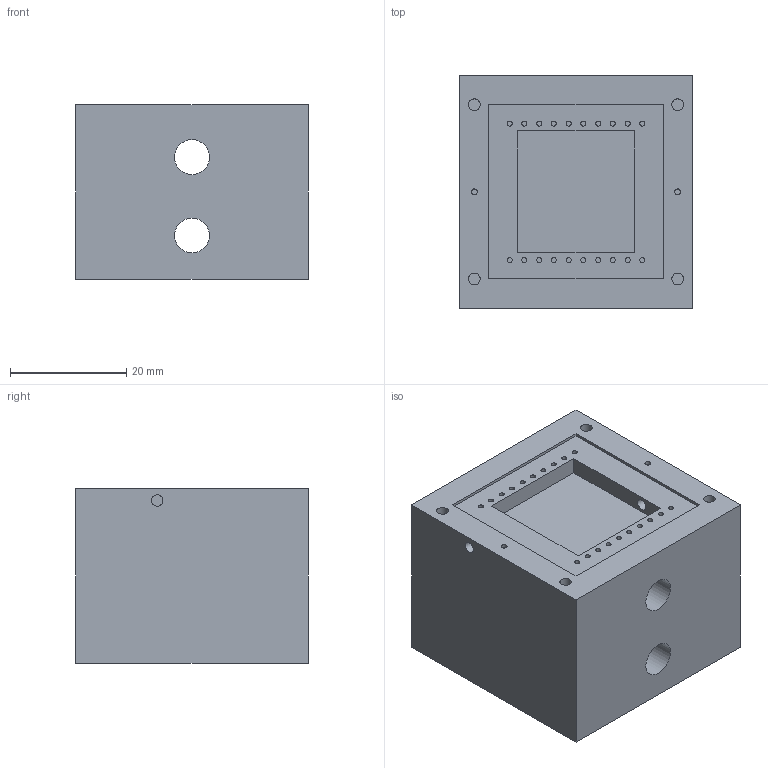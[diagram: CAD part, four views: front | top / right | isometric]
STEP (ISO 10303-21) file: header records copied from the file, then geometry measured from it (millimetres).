
FILE_DESCRIPTION(('FreeCAD Model'),'2;1');
FILE_NAME('substrate_holder1.1.step','2020-11-24T11:37:08',('Author') ,(''),'Open CASCADE STEP processor 7.3','FreeCAD','Unknown');
FILE_SCHEMA(('AUTOMOTIVE_DESIGN { 1 0 10303 214 1 1 1 1 }'));
Length unit declared in the file: millimetre
Products named in the file (1): difference031
Bounding box: 40 x 40 x 30 mm (x, y, z)
Volume: 43922.8 mm3; surface area: 9925.1 mm2
Topology: 1 solids, 1 shells, 72 faces, 126 edges, 84 vertices
Faces by surface type: plane 42, cylinder 30
Full cylindrical faces by diameter (mm): 0.864 x20, 1 x2, 2 x6, 6 x2
Entity records: 3916 total; most frequent: CARTESIAN_POINT 575, DIRECTION 564, ORIENTED_EDGE 252, PCURVE 252, DEFINITIONAL_REPRESENTATION 252, LINE 242, VECTOR 242, AXIS2_PLACEMENT_3D 133
